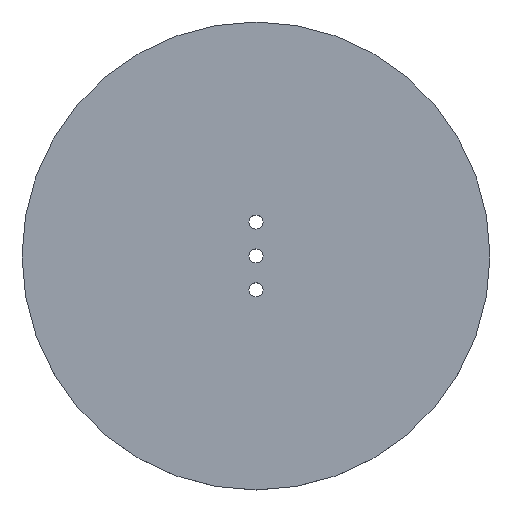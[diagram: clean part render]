
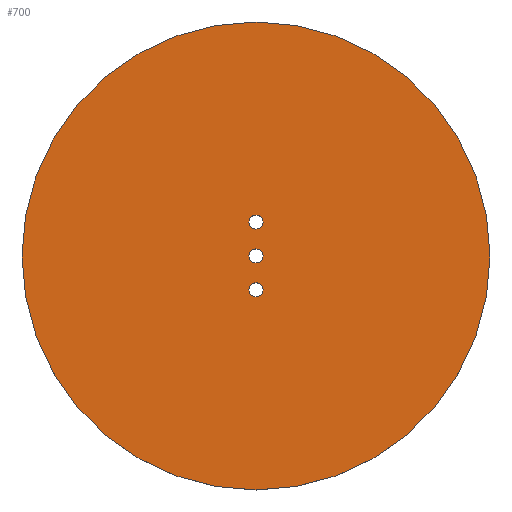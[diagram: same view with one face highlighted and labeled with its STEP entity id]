
A CAD part, top view. The second image highlights one B-rep face of the part: STEP entity #700.
In plain terms, the highlighted planar face has unit normal (0, 0, 1).
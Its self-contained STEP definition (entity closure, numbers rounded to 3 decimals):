
#2 = CARTESIAN_POINT ( 'NONE',  ( 0., 0., 0. ) ) ;
#61 = CARTESIAN_POINT ( 'NONE',  ( 0., 0., 0. ) ) ;
#69 = DIRECTION ( 'NONE',  ( 0., -1., 0. ) ) ;
#78 = AXIS2_PLACEMENT_3D ( 'NONE', #1151, #779, #1024 ) ;
#85 = CARTESIAN_POINT ( 'NONE',  ( 0., 0., 0. ) ) ;
#114 = EDGE_LOOP ( 'NONE', ( #507, #1618 ) ) ;
#133 = ORIENTED_EDGE ( 'NONE', *, *, #1230, .F. ) ;
#142 = DIRECTION ( 'NONE',  ( 0., 0., 1. ) ) ;
#150 = DIRECTION ( 'NONE',  ( 0., -1., 0. ) ) ;
#151 = CARTESIAN_POINT ( 'NONE',  ( 0., -5.75, 0. ) ) ;
#155 = AXIS2_PLACEMENT_3D ( 'NONE', #1457, #230, #1204 ) ;
#165 = VERTEX_POINT ( 'NONE', #640 ) ;
#191 = PLANE ( 'NONE',  #1440 ) ;
#222 = CIRCLE ( 'NONE', #248, 50. ) ;
#223 = DIRECTION ( 'NONE',  ( 0., 1., 0. ) ) ;
#230 = DIRECTION ( 'NONE',  ( 0., 0., 1. ) ) ;
#238 = EDGE_CURVE ( 'NONE', #869, #838, #841, .T. ) ;
#248 = AXIS2_PLACEMENT_3D ( 'NONE', #61, #702, #941 ) ;
#282 = CIRCLE ( 'NONE', #1192, 1.5 ) ;
#310 = FACE_BOUND ( 'NONE', #398, .T. ) ;
#314 = DIRECTION ( 'NONE',  ( 0., -1., 0. ) ) ;
#345 = VERTEX_POINT ( 'NONE', #1358 ) ;
#350 = CARTESIAN_POINT ( 'NONE',  ( 0., 5.75, 0. ) ) ;
#369 = DIRECTION ( 'NONE',  ( 0., 0., 1. ) ) ;
#398 = EDGE_LOOP ( 'NONE', ( #1422, #778 ) ) ;
#421 = VERTEX_POINT ( 'NONE', #151 ) ;
#428 = VERTEX_POINT ( 'NONE', #1524 ) ;
#495 = VERTEX_POINT ( 'NONE', #512 ) ;
#498 = DIRECTION ( 'NONE',  ( 0., 0., 1. ) ) ;
#507 = ORIENTED_EDGE ( 'NONE', *, *, #238, .F. ) ;
#512 = CARTESIAN_POINT ( 'NONE',  ( 0., 50., 0. ) ) ;
#515 = CIRCLE ( 'NONE', #78, 1.5 ) ;
#534 = ORIENTED_EDGE ( 'NONE', *, *, #973, .F. ) ;
#572 = EDGE_CURVE ( 'NONE', #495, #345, #222, .T. ) ;
#631 = CARTESIAN_POINT ( 'NONE',  ( 0., 7.25, 0. ) ) ;
#640 = CARTESIAN_POINT ( 'NONE',  ( 0., -8.75, 0. ) ) ;
#672 = AXIS2_PLACEMENT_3D ( 'NONE', #809, #1341, #223 ) ;
#693 = CIRCLE ( 'NONE', #1564, 50. ) ;
#700 = ADVANCED_FACE ( 'NONE', ( #1426, #310, #1543, #1304 ), #191, .F. ) ;
#702 = DIRECTION ( 'NONE',  ( 0., 0., -1. ) ) ;
#742 = ORIENTED_EDGE ( 'NONE', *, *, #572, .F. ) ;
#778 = ORIENTED_EDGE ( 'NONE', *, *, #1451, .F. ) ;
#779 = DIRECTION ( 'NONE',  ( 0., 0., 1. ) ) ;
#809 = CARTESIAN_POINT ( 'NONE',  ( 0., -7.25, 0. ) ) ;
#818 = EDGE_CURVE ( 'NONE', #428, #1583, #895, .T. ) ;
#838 = VERTEX_POINT ( 'NONE', #1137 ) ;
#841 = CIRCLE ( 'NONE', #1053, 1.5 ) ;
#869 = VERTEX_POINT ( 'NONE', #914 ) ;
#895 = CIRCLE ( 'NONE', #1052, 1.5 ) ;
#911 = CARTESIAN_POINT ( 'NONE',  ( 0., 0., 0. ) ) ;
#914 = CARTESIAN_POINT ( 'NONE',  ( 0., 1.5, 0. ) ) ;
#941 = DIRECTION ( 'NONE',  ( 0., -1., 0. ) ) ;
#973 = EDGE_CURVE ( 'NONE', #345, #495, #693, .T. ) ;
#1003 = DIRECTION ( 'NONE',  ( 0., 1., 0. ) ) ;
#1024 = DIRECTION ( 'NONE',  ( 0., -1., 0. ) ) ;
#1052 = AXIS2_PLACEMENT_3D ( 'NONE', #631, #142, #150 ) ;
#1053 = AXIS2_PLACEMENT_3D ( 'NONE', #2, #498, #1003 ) ;
#1084 = EDGE_CURVE ( 'NONE', #421, #165, #282, .T. ) ;
#1137 = CARTESIAN_POINT ( 'NONE',  ( 0., -1.5, 0. ) ) ;
#1151 = CARTESIAN_POINT ( 'NONE',  ( 0., 7.25, 0. ) ) ;
#1187 = DIRECTION ( 'NONE',  ( 0., 0., -1. ) ) ;
#1192 = AXIS2_PLACEMENT_3D ( 'NONE', #1588, #369, #1238 ) ;
#1204 = DIRECTION ( 'NONE',  ( 0., 1., 0. ) ) ;
#1230 = EDGE_CURVE ( 'NONE', #1583, #428, #515, .T. ) ;
#1238 = DIRECTION ( 'NONE',  ( 0., 1., 0. ) ) ;
#1304 = FACE_OUTER_BOUND ( 'NONE', #1549, .T. ) ;
#1341 = DIRECTION ( 'NONE',  ( 0., 0., 1. ) ) ;
#1358 = CARTESIAN_POINT ( 'NONE',  ( 0., -50., 0. ) ) ;
#1408 = CIRCLE ( 'NONE', #672, 1.5 ) ;
#1422 = ORIENTED_EDGE ( 'NONE', *, *, #1084, .F. ) ;
#1426 = FACE_BOUND ( 'NONE', #114, .T. ) ;
#1440 = AXIS2_PLACEMENT_3D ( 'NONE', #911, #1187, #69 ) ;
#1451 = EDGE_CURVE ( 'NONE', #165, #421, #1408, .T. ) ;
#1457 = CARTESIAN_POINT ( 'NONE',  ( 0., 0., 0. ) ) ;
#1508 = EDGE_CURVE ( 'NONE', #838, #869, #1589, .T. ) ;
#1524 = CARTESIAN_POINT ( 'NONE',  ( 0., 8.75, 0. ) ) ;
#1525 = ORIENTED_EDGE ( 'NONE', *, *, #818, .F. ) ;
#1543 = FACE_BOUND ( 'NONE', #1608, .T. ) ;
#1549 = EDGE_LOOP ( 'NONE', ( #742, #534 ) ) ;
#1564 = AXIS2_PLACEMENT_3D ( 'NONE', #85, #1582, #314 ) ;
#1582 = DIRECTION ( 'NONE',  ( 0., 0., -1. ) ) ;
#1583 = VERTEX_POINT ( 'NONE', #350 ) ;
#1588 = CARTESIAN_POINT ( 'NONE',  ( 0., -7.25, 0. ) ) ;
#1589 = CIRCLE ( 'NONE', #155, 1.5 ) ;
#1608 = EDGE_LOOP ( 'NONE', ( #1525, #133 ) ) ;
#1618 = ORIENTED_EDGE ( 'NONE', *, *, #1508, .F. ) ;
